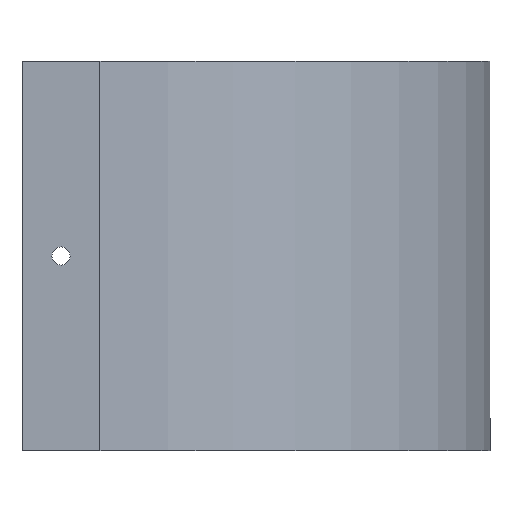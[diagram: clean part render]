
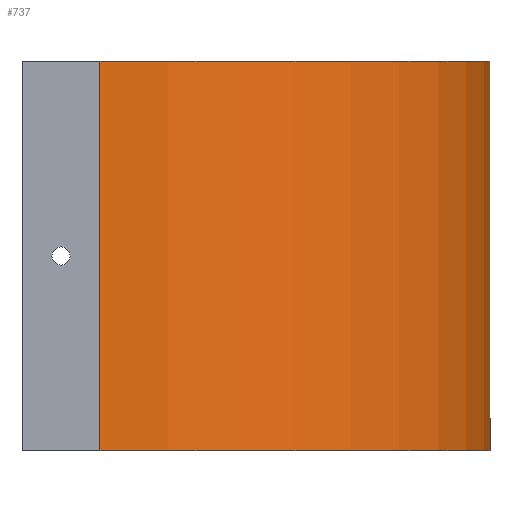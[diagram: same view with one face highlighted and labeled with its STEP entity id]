
A CAD part, front view. The second image highlights one B-rep face of the part: STEP entity #737.
In plain terms, the highlighted cylindrical face has radius 150 mm (diameter 300 mm), a partial arc.
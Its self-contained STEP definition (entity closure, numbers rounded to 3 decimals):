
#22 = DIRECTION ( 'NONE',  ( 1., 0., 0. ) ) ;
#23 = DIRECTION ( 'NONE',  ( 0., 0., 1. ) ) ;
#24 = CARTESIAN_POINT ( 'NONE',  ( 30., 100., 0.8 ) ) ;
#47 = DIRECTION ( 'NONE',  ( 0., 0., -1. ) ) ;
#60 = CARTESIAN_POINT ( 'NONE',  ( 180., 100., 0.8 ) ) ;
#79 = CARTESIAN_POINT ( 'NONE',  ( 30., 100., -149.2 ) ) ;
#99 = DIRECTION ( 'NONE',  ( 1., 0., 0. ) ) ;
#109 = DIRECTION ( 'NONE',  ( 0., 0., 1. ) ) ;
#243 = ORIENTED_EDGE ( 'NONE', *, *, #941, .T. ) ;
#246 = ORIENTED_EDGE ( 'NONE', *, *, #841, .T. ) ;
#250 = ORIENTED_EDGE ( 'NONE', *, *, #904, .F. ) ;
#360 = VERTEX_POINT ( 'NONE', #1115 ) ;
#391 = VERTEX_POINT ( 'NONE', #1173 ) ;
#396 = VERTEX_POINT ( 'NONE', #1135 ) ;
#409 = EDGE_LOOP ( 'NONE', ( #246, #686, #250, #243 ) ) ;
#412 = VERTEX_POINT ( 'NONE', #986 ) ;
#442 = AXIS2_PLACEMENT_3D ( 'NONE', #1057, #1059, #1109 ) ;
#466 = AXIS2_PLACEMENT_3D ( 'NONE', #24, #23, #22 ) ;
#485 = AXIS2_PLACEMENT_3D ( 'NONE', #79, #109, #99 ) ;
#584 = CIRCLE ( 'NONE', #466, 150. ) ;
#594 = VECTOR ( 'NONE', #47, 1000. ) ;
#598 = LINE ( 'NONE', #60, #594 ) ;
#618 = LINE ( 'NONE', #1207, #620 ) ;
#620 = VECTOR ( 'NONE', #1205, 1000. ) ;
#686 = ORIENTED_EDGE ( 'NONE', *, *, #895, .F. ) ;
#737 = ADVANCED_FACE ( 'NONE', ( #810 ), #803, .T. ) ;
#770 = CIRCLE ( 'NONE', #485, 150. ) ;
#803 = CYLINDRICAL_SURFACE ( 'NONE', #442, 150. ) ;
#810 = FACE_OUTER_BOUND ( 'NONE', #409, .T. ) ;
#841 = EDGE_CURVE ( 'NONE', #391, #360, #770, .T. ) ;
#895 = EDGE_CURVE ( 'NONE', #396, #360, #598, .T. ) ;
#904 = EDGE_CURVE ( 'NONE', #412, #396, #584, .T. ) ;
#941 = EDGE_CURVE ( 'NONE', #412, #391, #618, .T. ) ;
#986 = CARTESIAN_POINT ( 'NONE',  ( 30., -50., 0.8 ) ) ;
#1057 = CARTESIAN_POINT ( 'NONE',  ( 30., 100., 0.8 ) ) ;
#1059 = DIRECTION ( 'NONE',  ( 0., 0., -1. ) ) ;
#1109 = DIRECTION ( 'NONE',  ( -1., 0., 0. ) ) ;
#1115 = CARTESIAN_POINT ( 'NONE',  ( 180., 100., -149.2 ) ) ;
#1135 = CARTESIAN_POINT ( 'NONE',  ( 180., 100., 0.8 ) ) ;
#1173 = CARTESIAN_POINT ( 'NONE',  ( 30., -50., -149.2 ) ) ;
#1205 = DIRECTION ( 'NONE',  ( 0., 0., -1. ) ) ;
#1207 = CARTESIAN_POINT ( 'NONE',  ( 30., -50., 0.8 ) ) ;
